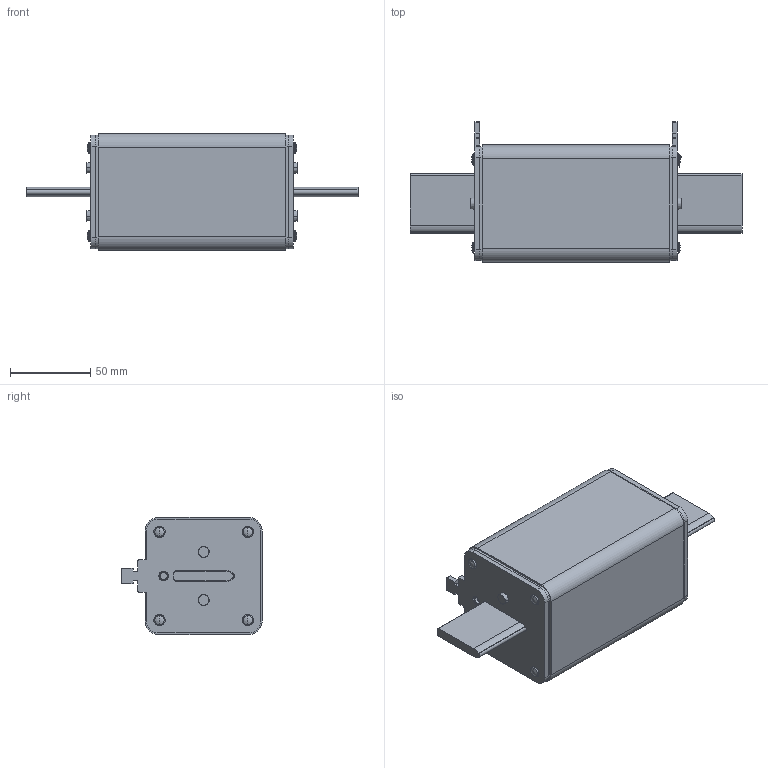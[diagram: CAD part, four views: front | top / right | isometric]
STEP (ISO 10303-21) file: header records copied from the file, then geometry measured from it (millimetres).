
FILE_DESCRIPTION((''),'2;1');
FILE_NAME('NH3L_M_1500','2017-05-19T',('janez.tomelj'),('Audax d.o.o.'),'CREO PARAMETRIC BY PTC INC, 2015290','CREO PARAMETRIC BY PTC INC, 2015290','');
FILE_SCHEMA(('CONFIG_CONTROL_DESIGN'));
Length unit declared in the file: millimetre
Products named in the file (1): NH3L_M_1500
Bounding box: 207 x 87.5 x 73 mm (x, y, z)
Surface area: 79148.9 mm2 (no closed solid volume)
Topology: 0 solids, 24 shells, 167 faces, 590 edges, 424 vertices
Faces by surface type: plane 79, cylinder 48, sphere 16, torus 16, cone 8
Entity records: 6494 total; most frequent: CARTESIAN_POINT 1301, DIRECTION 1187, ORIENTED_EDGE 894, EDGE_CURVE 574, AXIS2_PLACEMENT_3D 452, VERTEX_POINT 424, CIRCLE 285, VECTOR 283
